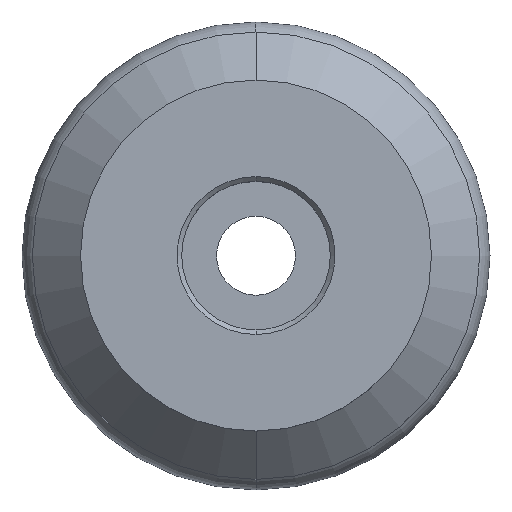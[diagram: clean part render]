
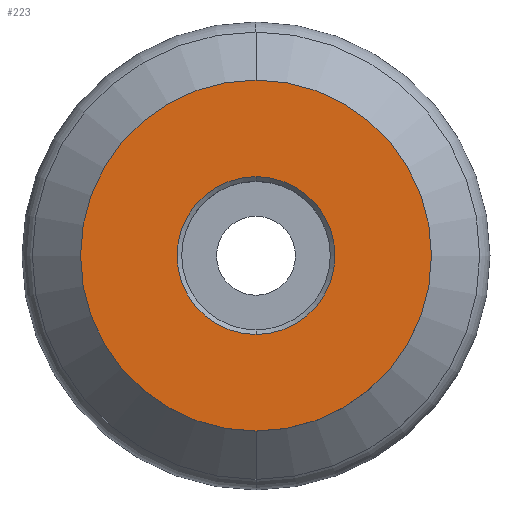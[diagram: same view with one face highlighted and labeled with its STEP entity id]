
A CAD part, top view. The second image highlights one B-rep face of the part: STEP entity #223.
In plain terms, the highlighted planar face has unit normal (0, 0, 1).
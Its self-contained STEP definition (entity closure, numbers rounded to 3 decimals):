
#181=VERTEX_POINT('',#439);
#185=VERTEX_POINT('',#443);
#197=EDGE_CURVE('',#181,#307,#456,.T.);
#213=EDGE_CURVE('',#185,#317,#475,.T.);
#223=ADVANCED_FACE('',(#486,#487),#488,.T.);
#271=EDGE_CURVE('',#317,#185,#545,.T.);
#307=VERTEX_POINT('',#586);
#317=VERTEX_POINT('',#596);
#353=EDGE_CURVE('',#307,#181,#637,.T.);
#439=CARTESIAN_POINT('',(0.,-30.0,0.0));
#443=CARTESIAN_POINT('',(0.,-13.494,0.0));
#456=CIRCLE('',#750,30.0);
#475=CIRCLE('',#772,13.494);
#486=FACE_BOUND('',#785,.T.);
#487=FACE_OUTER_BOUND('',#786,.T.);
#488=PLANE('',#787);
#545=CIRCLE('',#853,13.494);
#586=CARTESIAN_POINT('',(0.0,30.0,0.0));
#596=CARTESIAN_POINT('',(0.0,13.494,0.0));
#637=CIRCLE('',#978,30.0);
#750=AXIS2_PLACEMENT_3D('',#1081,#1082,#1083);
#772=AXIS2_PLACEMENT_3D('',#1109,#1110,#1111);
#785=EDGE_LOOP('',(#1127,#1128));
#786=EDGE_LOOP('',(#1129,#1130));
#787=AXIS2_PLACEMENT_3D('',#1131,#1132,#1133);
#853=AXIS2_PLACEMENT_3D('',#1209,#1210,#1211);
#978=AXIS2_PLACEMENT_3D('',#1335,#1336,#1337);
#1081=CARTESIAN_POINT('',(0.0,0.0,0.0));
#1082=DIRECTION('',(0.0,0.0,-1.0));
#1083=DIRECTION('',(0.0,1.0,0.0));
#1109=CARTESIAN_POINT('',(0.0,0.0,0.0));
#1110=DIRECTION('',(-0.0,0.0,-1.0));
#1111=DIRECTION('',(0.0,1.0,0.0));
#1127=ORIENTED_EDGE('',*,*,#271,.T.);
#1128=ORIENTED_EDGE('',*,*,#213,.T.);
#1129=ORIENTED_EDGE('',*,*,#353,.F.);
#1130=ORIENTED_EDGE('',*,*,#197,.F.);
#1131=CARTESIAN_POINT('',(0.0,15.0,0.0));
#1132=DIRECTION('',(-0.0,0.0,1.0));
#1133=DIRECTION('',(0.0,-1.0,0.0));
#1209=CARTESIAN_POINT('',(0.0,0.0,0.0));
#1210=DIRECTION('',(-0.0,0.0,-1.0));
#1211=DIRECTION('',(0.0,1.0,0.0));
#1335=CARTESIAN_POINT('',(0.0,0.0,0.0));
#1336=DIRECTION('',(0.0,0.0,-1.0));
#1337=DIRECTION('',(0.0,1.0,0.0));
